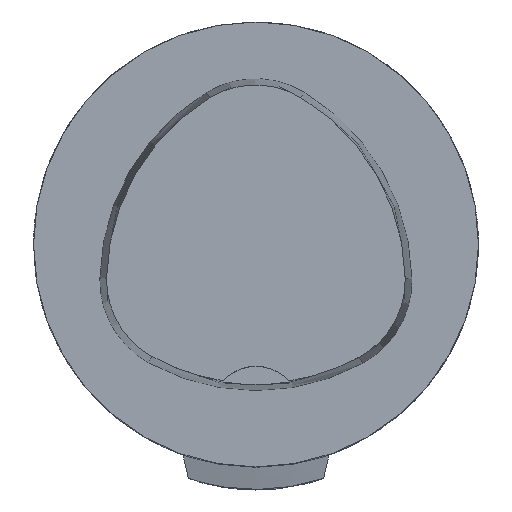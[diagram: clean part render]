
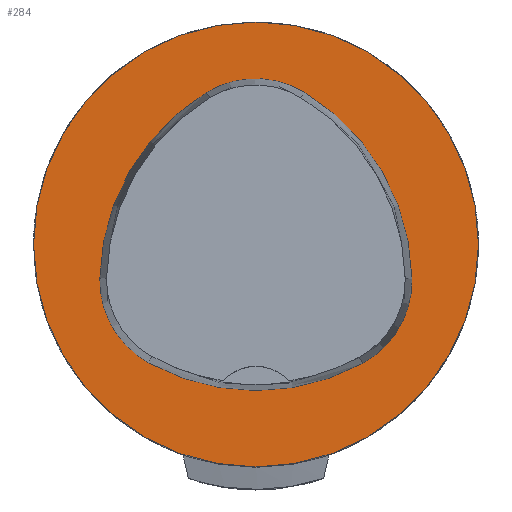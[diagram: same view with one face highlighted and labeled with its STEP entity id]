
A CAD part, top view. The second image highlights one B-rep face of the part: STEP entity #284.
In plain terms, the highlighted planar face has unit normal (0, 0, 1).
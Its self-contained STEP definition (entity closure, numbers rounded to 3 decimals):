
#284=ADVANCED_FACE('',(#363,#364),#320,.T.);
#320=PLANE('',#1003);
#363=FACE_BOUND('',#411,.T.);
#364=FACE_BOUND('',#412,.T.);
#411=EDGE_LOOP('',(#557,#558,#559,#560,#561,#562));
#412=EDGE_LOOP('',(#563));
#557=ORIENTED_EDGE('',*,*,#812,.T.);
#558=ORIENTED_EDGE('',*,*,#792,.T.);
#559=ORIENTED_EDGE('',*,*,#796,.T.);
#560=ORIENTED_EDGE('',*,*,#799,.T.);
#561=ORIENTED_EDGE('',*,*,#802,.T.);
#562=ORIENTED_EDGE('',*,*,#810,.T.);
#563=ORIENTED_EDGE('',*,*,#773,.F.);
#693=VERTEX_POINT('',#1482);
#710=VERTEX_POINT('',#1526);
#711=VERTEX_POINT('',#1527);
#714=VERTEX_POINT('',#1535);
#716=VERTEX_POINT('',#1541);
#718=VERTEX_POINT('',#1547);
#725=VERTEX_POINT('',#1568);
#773=EDGE_CURVE('',#693,#693,#868,.T.);
#792=EDGE_CURVE('',#710,#711,#869,.T.);
#796=EDGE_CURVE('',#711,#714,#871,.T.);
#799=EDGE_CURVE('',#714,#716,#873,.T.);
#802=EDGE_CURVE('',#716,#718,#875,.T.);
#810=EDGE_CURVE('',#718,#725,#879,.T.);
#812=EDGE_CURVE('',#725,#710,#881,.T.);
#868=CIRCLE('',#970,20.);
#869=CIRCLE('',#981,20.);
#871=CIRCLE('',#984,8.5);
#873=CIRCLE('',#987,20.);
#875=CIRCLE('',#990,8.5);
#879=CIRCLE('',#995,20.);
#881=CIRCLE('',#998,8.5);
#970=AXIS2_PLACEMENT_3D('',#1481,#1128,#1129);
#981=AXIS2_PLACEMENT_3D('',#1525,#1158,#1159);
#984=AXIS2_PLACEMENT_3D('',#1534,#1166,#1167);
#987=AXIS2_PLACEMENT_3D('',#1540,#1173,#1174);
#990=AXIS2_PLACEMENT_3D('',#1546,#1180,#1181);
#995=AXIS2_PLACEMENT_3D('',#1569,#1192,#1193);
#998=AXIS2_PLACEMENT_3D('',#1572,#1198,#1199);
#1003=AXIS2_PLACEMENT_3D('',#1577,#1208,#1209);
#1128=DIRECTION('',(0.,0.,-1.));
#1129=DIRECTION('',(-1.,0.,0.));
#1158=DIRECTION('',(0.,0.,-1.));
#1159=DIRECTION('',(-1.,0.,0.));
#1166=DIRECTION('',(0.,0.,-1.));
#1167=DIRECTION('',(-1.,0.,0.));
#1173=DIRECTION('',(0.,0.,-1.));
#1174=DIRECTION('',(-1.,0.,0.));
#1180=DIRECTION('',(0.,0.,-1.));
#1181=DIRECTION('',(-1.,0.,0.));
#1192=DIRECTION('',(0.,0.,-1.));
#1193=DIRECTION('',(-1.,0.,0.));
#1198=DIRECTION('',(0.,0.,-1.));
#1199=DIRECTION('',(-1.,0.,0.));
#1208=DIRECTION('',(0.,0.,1.));
#1209=DIRECTION('',(1.,0.,0.));
#1481=CARTESIAN_POINT('',(0.,0.,0.));
#1482=CARTESIAN_POINT('',(-20.,0.,0.));
#1525=CARTESIAN_POINT('',(5.955,-3.414,0.));
#1526=CARTESIAN_POINT('',(-14.041,-3.042,0.));
#1527=CARTESIAN_POINT('',(-4.472,13.653,0.));
#1534=CARTESIAN_POINT('',(-0.04,6.4,0.));
#1535=CARTESIAN_POINT('',(4.347,13.68,0.));
#1540=CARTESIAN_POINT('',(-5.976,-3.45,0.));
#1541=CARTESIAN_POINT('',(14.021,-3.075,0.));
#1546=CARTESIAN_POINT('',(5.522,-3.235,0.));
#1547=CARTESIAN_POINT('',(9.588,-10.699,0.));
#1568=CARTESIAN_POINT('',(-9.655,-10.639,0.));
#1569=CARTESIAN_POINT('',(0.022,6.864,0.));
#1572=CARTESIAN_POINT('',(-5.543,-3.2,0.));
#1577=CARTESIAN_POINT('',(0.,0.,0.));
